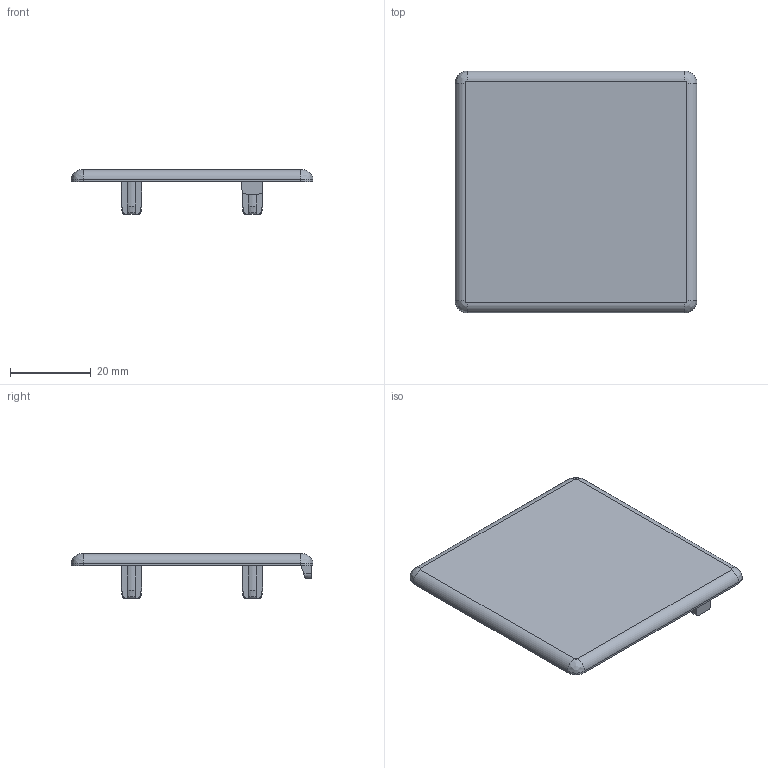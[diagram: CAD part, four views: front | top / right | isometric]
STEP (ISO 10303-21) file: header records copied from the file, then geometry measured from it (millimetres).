
FILE_DESCRIPTION(/* description */ ('Abdeckkappe 60x60'),/* implementation_level */ '2;1');
FILE_NAME(/* name */ '261005023 Abdeckkappe 60x60.stp',/* time_stamp */ '2020-09-02T09:03:53+02:00',/* author */ ('wheldmann'),/* organization */ (''),/* preprocessor_version */ 'ST-DEVELOPER v17.2',/* originating_system */ 'Autodesk Inventor 2019',/* authorisation */ ' ');
FILE_SCHEMA (('AUTOMOTIVE_DESIGN { 1 0 10303 214 3 1 1 }'));
Length unit declared in the file: millimetre
Products named in the file (1): 261005023
Bounding box: 60 x 60 x 11 mm (x, y, z)
Volume: 8168.3 mm3; surface area: 8569.8 mm2
Topology: 1 solids, 1 shells, 130 faces, 359 edges, 236 vertices
Faces by surface type: plane 60, cylinder 34, cone 16, torus 16, bspline 4
Entity records: 4396 total; most frequent: CARTESIAN_POINT 1110, ORIENTED_EDGE 718, DIRECTION 653, EDGE_CURVE 359, VERTEX_POINT 236, AXIS2_PLACEMENT_3D 231, LINE 191, VECTOR 191
